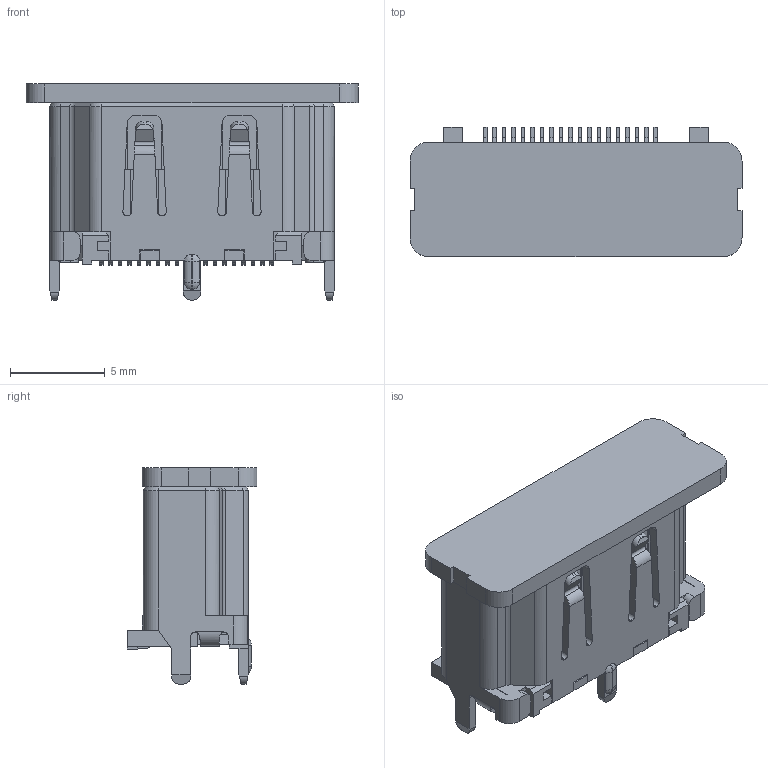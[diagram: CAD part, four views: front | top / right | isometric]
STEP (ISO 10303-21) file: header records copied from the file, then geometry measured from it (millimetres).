
FILE_DESCRIPTION(/* description */ (''),/* implementation_level */ '2;1');
FILE_NAME(/* name */ 'Molex_47659-1100.step',/* time_stamp */ '2025-11-15T06:04:17+02:00',/* author */ (''),/* organization */ (''),/* preprocessor_version */ 'ST-DEVELOPER v20.1',/* originating_system */ 'Autodesk Translation Framework v14.21.0.0',/* authorisation */ '');
FILE_SCHEMA (('AUTOMOTIVE_DESIGN { 1 0 10303 214 3 1 1 }'));
Length unit declared in the file: millimetre
Products named in the file (1): 476591100
Bounding box: 17.5 x 6.85 x 11.4 mm (x, y, z)
Volume: 519.6 mm3; surface area: 1358.1 mm2
Topology: 1 solids, 1 shells, 928 faces, 2464 edges, 1527 vertices
Faces by surface type: plane 710, cylinder 179, cone 18, bspline 13, sphere 8
Entity records: 29064 total; most frequent: CARTESIAN_POINT 5762, ORIENTED_EDGE 4912, DIRECTION 4624, EDGE_CURVE 2456, LINE 2018, VECTOR 2018, VERTEX_POINT 1527, AXIS2_PLACEMENT_3D 1303
